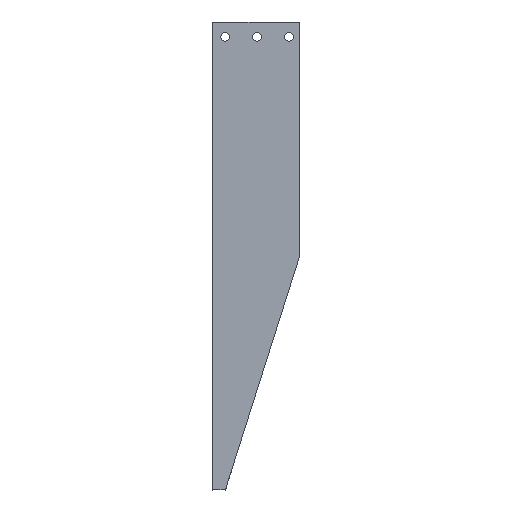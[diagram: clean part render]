
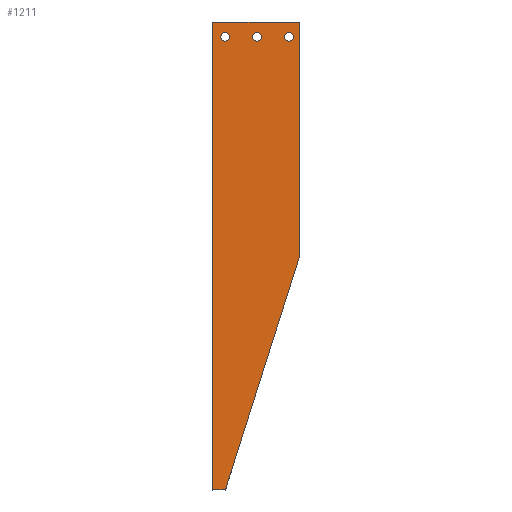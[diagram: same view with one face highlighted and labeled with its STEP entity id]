
A CAD part, left-side view. The second image highlights one B-rep face of the part: STEP entity #1211.
In plain terms, the highlighted planar face has unit normal (-1, 0, 0).
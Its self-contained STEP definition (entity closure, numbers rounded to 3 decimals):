
#36=FACE_BOUND('',#167,.T.);
#37=FACE_BOUND('',#168,.T.);
#38=FACE_BOUND('',#169,.T.);
#64=CIRCLE('',#1293,4.1);
#65=CIRCLE('',#1294,4.1);
#66=CIRCLE('',#1295,4.1);
#108=FACE_OUTER_BOUND('',#166,.T.);
#166=EDGE_LOOP('',(#780,#781,#782,#783,#784,#785,#786));
#167=EDGE_LOOP('',(#787));
#168=EDGE_LOOP('',(#788));
#169=EDGE_LOOP('',(#789));
#252=LINE('',#1728,#376);
#253=LINE('',#1730,#377);
#254=LINE('',#1732,#378);
#255=LINE('',#1734,#379);
#256=LINE('',#1736,#380);
#257=LINE('',#1738,#381);
#258=LINE('',#1739,#382);
#376=VECTOR('',#1398,10.);
#377=VECTOR('',#1399,10.);
#378=VECTOR('',#1400,10.);
#379=VECTOR('',#1401,10.);
#380=VECTOR('',#1402,10.);
#381=VECTOR('',#1403,10.);
#382=VECTOR('',#1404,10.);
#500=VERTEX_POINT('',#1726);
#501=VERTEX_POINT('',#1727);
#502=VERTEX_POINT('',#1729);
#503=VERTEX_POINT('',#1731);
#504=VERTEX_POINT('',#1733);
#505=VERTEX_POINT('',#1735);
#506=VERTEX_POINT('',#1737);
#507=VERTEX_POINT('',#1740);
#508=VERTEX_POINT('',#1742);
#509=VERTEX_POINT('',#1744);
#612=EDGE_CURVE('',#500,#501,#252,.T.);
#613=EDGE_CURVE('',#500,#502,#253,.T.);
#614=EDGE_CURVE('',#503,#502,#254,.T.);
#615=EDGE_CURVE('',#503,#504,#255,.T.);
#616=EDGE_CURVE('',#504,#505,#256,.T.);
#617=EDGE_CURVE('',#505,#506,#257,.T.);
#618=EDGE_CURVE('',#501,#506,#258,.T.);
#619=EDGE_CURVE('',#507,#507,#64,.T.);
#620=EDGE_CURVE('',#508,#508,#65,.T.);
#621=EDGE_CURVE('',#509,#509,#66,.T.);
#780=ORIENTED_EDGE('',*,*,#612,.F.);
#781=ORIENTED_EDGE('',*,*,#613,.T.);
#782=ORIENTED_EDGE('',*,*,#614,.F.);
#783=ORIENTED_EDGE('',*,*,#615,.T.);
#784=ORIENTED_EDGE('',*,*,#616,.T.);
#785=ORIENTED_EDGE('',*,*,#617,.T.);
#786=ORIENTED_EDGE('',*,*,#618,.F.);
#787=ORIENTED_EDGE('',*,*,#619,.T.);
#788=ORIENTED_EDGE('',*,*,#620,.T.);
#789=ORIENTED_EDGE('',*,*,#621,.T.);
#1116=PLANE('',#1292);
#1211=ADVANCED_FACE('',(#108,#36,#37,#38),#1116,.T.);
#1292=AXIS2_PLACEMENT_3D('',#1725,#1396,#1397);
#1293=AXIS2_PLACEMENT_3D('',#1741,#1405,#1406);
#1294=AXIS2_PLACEMENT_3D('',#1743,#1407,#1408);
#1295=AXIS2_PLACEMENT_3D('',#1745,#1409,#1410);
#1396=DIRECTION('center_axis',(-1.,0.,0.));
#1397=DIRECTION('ref_axis',(0.,0.,
1.));
#1398=DIRECTION('',(0.,1.,0.));
#1399=DIRECTION('',(0.,-0.302,0.953));
#1400=DIRECTION('',(0.,0.,-1.));
#1401=DIRECTION('',(0.,1.,0.));
#1402=DIRECTION('',(0.,1.,0.));
#1403=DIRECTION('',(0.,0.,-1.));
#1404=DIRECTION('',(0.,1.,0.));
#1405=DIRECTION('center_axis',(1.,0.,0.));
#1406=DIRECTION('ref_axis',(0.,1.,0.));
#1407=DIRECTION('center_axis',(1.,0.,0.));
#1408=DIRECTION('ref_axis',(0.,1.,0.));
#1409=DIRECTION('center_axis',(1.,0.,0.));
#1410=DIRECTION('ref_axis',(0.,1.,0.));
#1725=CARTESIAN_POINT('Origin',(-112.3,15.393,-220.));
#1726=CARTESIAN_POINT('',(-112.3,-10.729,-440.));
#1727=CARTESIAN_POINT('',(-112.3,-1.5,-440.));
#1728=CARTESIAN_POINT('',(-112.3,-80.407,-440.));
#1729=CARTESIAN_POINT('',(-112.3,-80.407,-220.));
#1730=CARTESIAN_POINT('',(-112.3,-42.307,-340.297));
#1731=CARTESIAN_POINT('',(-112.3,-80.407,0.));
#1732=CARTESIAN_POINT('',(-112.3,-80.407,0.));
#1733=CARTESIAN_POINT('',(-112.3,-1.5,0.));
#1734=CARTESIAN_POINT('',(-112.3,6.946,0.));
#1735=CARTESIAN_POINT('',(-112.3,1.5,0.));
#1736=CARTESIAN_POINT('',(-112.3,6.946,0.));
#1737=CARTESIAN_POINT('',(-112.3,1.5,-440.));
#1738=CARTESIAN_POINT('',(-112.3,1.5,-220.));
#1739=CARTESIAN_POINT('',(-112.3,9.759,-440.));
#1740=CARTESIAN_POINT('',(-112.3,-14.507,-14.));
#1741=CARTESIAN_POINT('Origin',(-112.3,-10.407,-14.));
#1742=CARTESIAN_POINT('',(-112.3,-44.507,-14.));
#1743=CARTESIAN_POINT('Origin',(-112.3,-40.407,-14.));
#1744=CARTESIAN_POINT('',(-112.3,-74.507,-14.));
#1745=CARTESIAN_POINT('Origin',(-112.3,-70.407,-14.));
